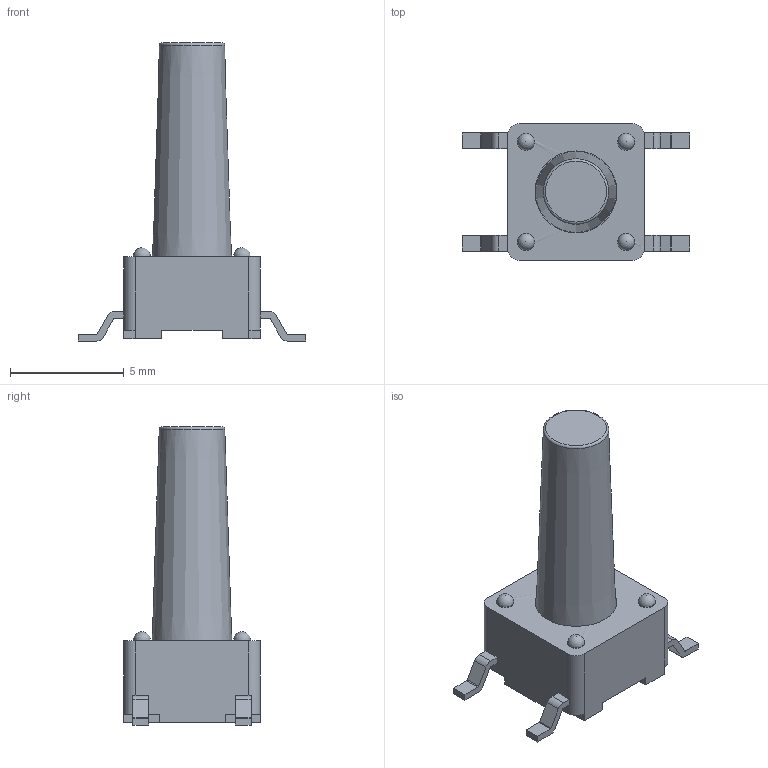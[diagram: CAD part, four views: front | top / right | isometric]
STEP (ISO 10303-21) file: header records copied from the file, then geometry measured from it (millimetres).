
FILE_DESCRIPTION(/* description */ (' '),/* implementation_level */ '2;1');
FILE_NAME(/* name */ 'TL3301DFxxxxG.stp',/* time_stamp */ '2023-05-11T08:59:02-05:00',/* author */ ('mwilliams'),/* organization */ (' '),/* preprocessor_version */ 'ST-DEVELOPER v18',/* originating_system */ 'Autodesk Inventor 2020',/* authorisation */ ' ');
FILE_SCHEMA (('AUTOMOTIVE_DESIGN { 1 0 10303 214 3 1 1 }'));
Length unit declared in the file: millimetre
Products named in the file (1): TL3301DFxxxxG
Bounding box: 10 x 6 x 13.1 mm (x, y, z)
Volume: 170.1 mm3; surface area: 437.8 mm2
Topology: 2 solids, 3 shells, 204 faces, 548 edges, 360 vertices
Faces by surface type: plane 121, cylinder 69, sphere 6, torus 5, cone 2, bspline 1
Full cylindrical faces by diameter (mm): 3.6 x1, 5 x1
Entity records: 6448 total; most frequent: CARTESIAN_POINT 1159, DIRECTION 1107, ORIENTED_EDGE 1083, EDGE_CURVE 542, LINE 381, VECTOR 381, AXIS2_PLACEMENT_3D 363, VERTEX_POINT 360
